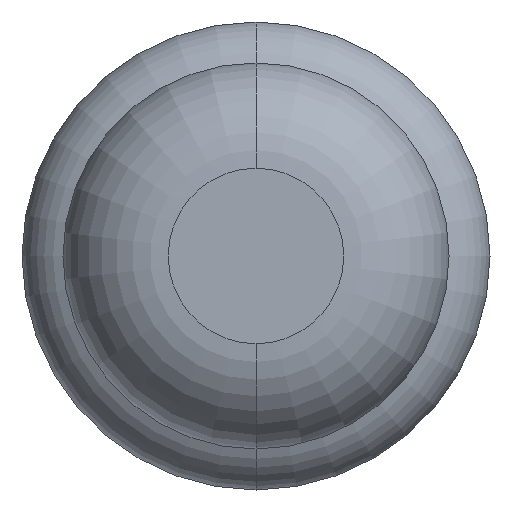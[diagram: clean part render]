
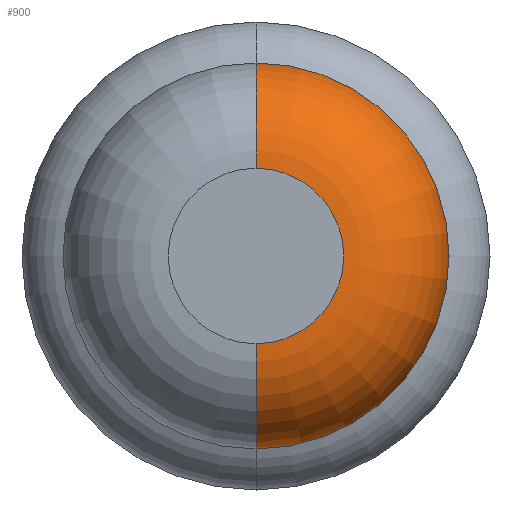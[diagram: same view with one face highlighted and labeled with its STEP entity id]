
A CAD part, front view. The second image highlights one B-rep face of the part: STEP entity #900.
In plain terms, the highlighted toroidal (fillet/blend) face has major radius 0.375 mm and minor radius 0.45 mm.
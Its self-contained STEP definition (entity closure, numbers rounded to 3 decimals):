
#101 = DIRECTION ( 'NONE',  ( 0., 0., 1. ) ) ;
#115 = DIRECTION ( 'NONE',  ( 0., 1., 0. ) ) ;
#126 = AXIS2_PLACEMENT_3D ( 'NONE', #2350, #1444, #1117 ) ;
#414 = CARTESIAN_POINT ( 'NONE',  ( 0., -23.55, -0.375 ) ) ;
#541 = CIRCLE ( 'NONE', #3237, 0.45 ) ;
#582 = EDGE_CURVE ( 'NONE', #3274, #3603, #3665, .T. ) ;
#589 = AXIS2_PLACEMENT_3D ( 'NONE', #3119, #115, #1259 ) ;
#667 = CARTESIAN_POINT ( 'NONE',  ( 0., -23.55, 0.375 ) ) ;
#718 = DIRECTION ( 'NONE',  ( 1., 0., 0. ) ) ;
#900 = ADVANCED_FACE ( 'Defeature ausgef�hrt1_6', ( #2903 ), #2866, .T. ) ;
#901 = CARTESIAN_POINT ( 'NONE',  ( 0., -23.55, -0.825 ) ) ;
#1100 = EDGE_CURVE ( 'Defeature ausgef�hrt1_6+Defeature ausgef�hrt1_5+Defeature ausgef�hrt1_5+Defeature ausgef�hrt1_5', #3274, #1976, #2105, .T. ) ;
#1117 = DIRECTION ( 'NONE',  ( 0., 0., 1. ) ) ;
#1259 = DIRECTION ( 'NONE',  ( 0., 0., 1. ) ) ;
#1389 = CIRCLE ( 'NONE', #589, 0.825 ) ;
#1393 = CARTESIAN_POINT ( 'NONE',  ( 0., -23.55, 0. ) ) ;
#1444 = DIRECTION ( 'NONE',  ( 0., 1., 0. ) ) ;
#1799 = EDGE_LOOP ( 'NONE', ( #2015, #2231, #3519, #3332 ) ) ;
#1903 = EDGE_CURVE ( 'NONE', #1976, #2680, #541, .T. ) ;
#1976 = VERTEX_POINT ( 'NONE', #2825 ) ;
#2015 = ORIENTED_EDGE ( 'NONE', *, *, #1100, .T. ) ;
#2040 = EDGE_CURVE ( 'Defeature ausgef�hrt1_7+Defeature ausgef�hrt1_6+Defeature ausgef�hrt1_6+Defeature ausgef�hrt1_6', #3603, #2680, #1389, .T. ) ;
#2094 = AXIS2_PLACEMENT_3D ( 'NONE', #1393, #2618, #3516 ) ;
#2105 = CIRCLE ( 'NONE', #126, 0.375 ) ;
#2131 = CARTESIAN_POINT ( 'NONE',  ( 0., -24., 0.375 ) ) ;
#2231 = ORIENTED_EDGE ( 'NONE', *, *, #1903, .T. ) ;
#2350 = CARTESIAN_POINT ( 'NONE',  ( 0., -24., 0. ) ) ;
#2618 = DIRECTION ( 'NONE',  ( 0., 1., 0. ) ) ;
#2680 = VERTEX_POINT ( 'NONE', #901 ) ;
#2825 = CARTESIAN_POINT ( 'NONE',  ( 0., -24., -0.375 ) ) ;
#2843 = DIRECTION ( 'NONE',  ( 0., 0., -1. ) ) ;
#2866 = TOROIDAL_SURFACE ( 'NONE', #2094, 0.375, 0.45 ) ;
#2903 = FACE_OUTER_BOUND ( 'NONE', #1799, .T. ) ;
#2914 = CARTESIAN_POINT ( 'NONE',  ( 0., -23.55, 0.825 ) ) ;
#3119 = CARTESIAN_POINT ( 'NONE',  ( 0., -23.55, 0. ) ) ;
#3237 = AXIS2_PLACEMENT_3D ( 'NONE', #414, #718, #2843 ) ;
#3274 = VERTEX_POINT ( 'NONE', #2131 ) ;
#3332 = ORIENTED_EDGE ( 'NONE', *, *, #582, .F. ) ;
#3516 = DIRECTION ( 'NONE',  ( 0., 0., 1. ) ) ;
#3519 = ORIENTED_EDGE ( 'NONE', *, *, #2040, .F. ) ;
#3569 = AXIS2_PLACEMENT_3D ( 'NONE', #667, #3720, #101 ) ;
#3603 = VERTEX_POINT ( 'NONE', #2914 ) ;
#3665 = CIRCLE ( 'NONE', #3569, 0.45 ) ;
#3720 = DIRECTION ( 'NONE',  ( -1., 0., 0. ) ) ;
